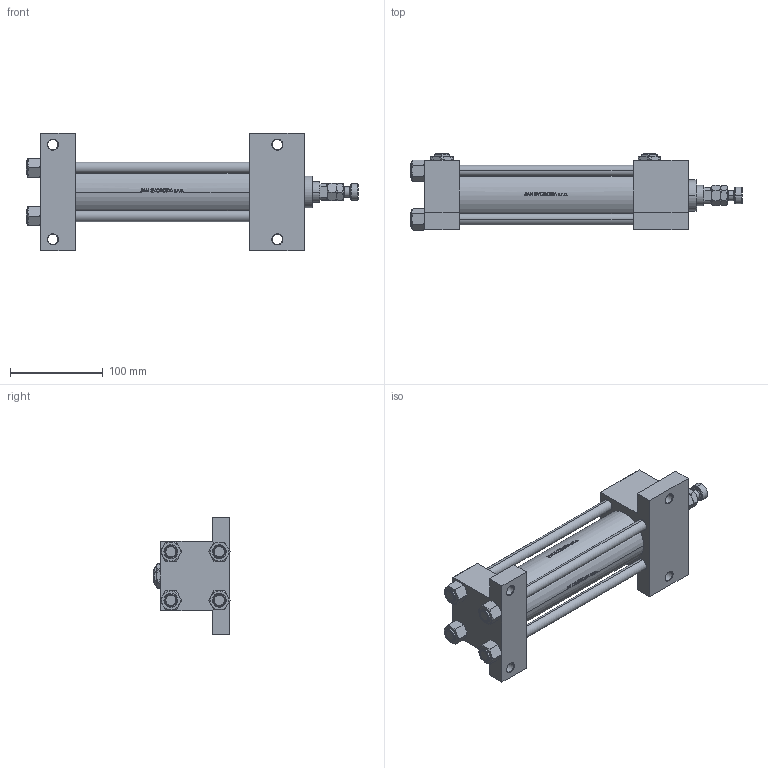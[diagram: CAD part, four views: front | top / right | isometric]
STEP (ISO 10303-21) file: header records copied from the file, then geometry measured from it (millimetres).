
FILE_DESCRIPTION (( 'STEP AP203' ), '1' );
FILE_NAME ('9ad2.STEP', '2023-08-23T15:28:43', ( '' ), ( '' ), 'SwSTEP 2.0', 'SolidWorks 2019', '' );
FILE_SCHEMA (( 'CONFIG_CONTROL_DESIGN' ));
Length unit declared in the file: millimetre
Products named in the file (8): V215CR_G_Body e1f515486bc31f6f82d1fbcafd2d943c; Zatka_pro_OIL_PORT e1f515486bc31f6f82d1fbcafd2d943c; V215CR_G_TYCINKA e1f515486bc31f6f82d1fbcafd2d943c; 9ad2; V215_VC_A e1f515486bc31f6f82d1fbcafd2d943c; MFA e1f515486bc31f6f82d1fbcafd2d943c; V215CR_VCP_G e1f515486bc31f6f82d1fbcafd2d943c; NUT_M5_G e1f515486bc31f6f82d1fbcafd2d943c
Assembly tree (14 placements, depth 2):
  9ad2
    V215CR_G_Body e1f515486bc31f6f82d1fbcafd2d943c
    V215CR_VCP_G e1f515486bc31f6f82d1fbcafd2d943c
    V215CR_G_TYCINKA e1f515486bc31f6f82d1fbcafd2d943c  x4
    NUT_M5_G e1f515486bc31f6f82d1fbcafd2d943c  x4
    V215_VC_A e1f515486bc31f6f82d1fbcafd2d943c
    MFA e1f515486bc31f6f82d1fbcafd2d943c
    Zatka_pro_OIL_PORT e1f515486bc31f6f82d1fbcafd2d943c  x2
Bounding box: 358 x 82.27 x 127 mm (x, y, z)
Volume: 942455.8 mm3; surface area: 236869.2 mm2
Topology: 14 solids, 14 shells, 1224 faces, 3050 edges, 1941 vertices
Faces by surface type: plane 492, bspline 380, cone 212, cylinder 128, torus 12
Entity records: 50592 total; most frequent: CARTESIAN_POINT 26877, ORIENTED_EDGE 5400, DIRECTION 3408, EDGE_CURVE 2700, VERTEX_POINT 1739, LINE 1348, VECTOR 1348, EDGE_LOOP 1167
